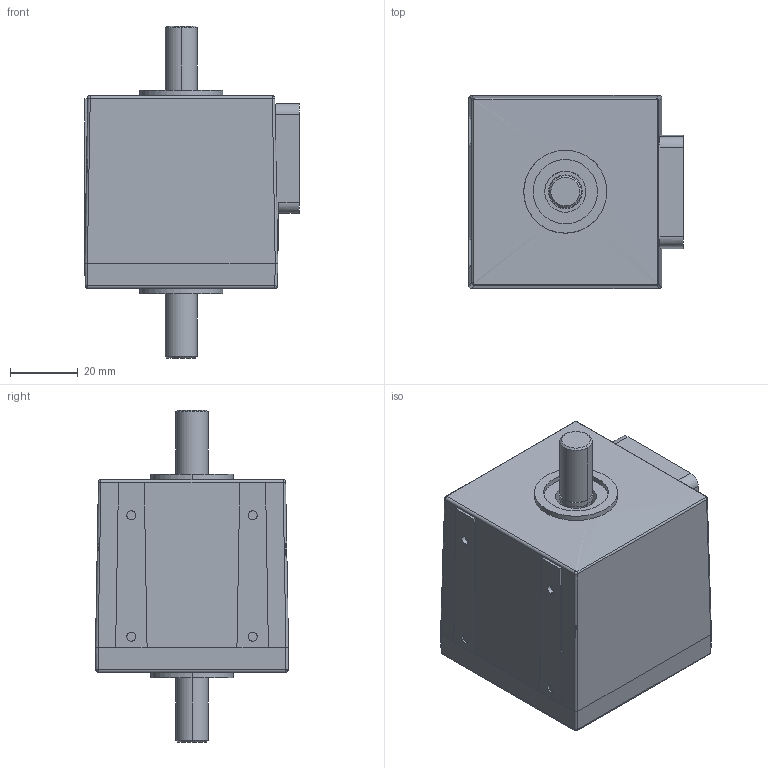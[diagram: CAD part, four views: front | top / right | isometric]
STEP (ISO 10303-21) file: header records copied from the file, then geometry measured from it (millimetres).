
FILE_DESCRIPTION((''),'2;1');
FILE_NAME('QUBE-NEW','2011-03-10T',('abhishek.jadhav'),(''),'PRO/ENGINEER BY PARAMETRIC TECHNOLOGY CORPORATION, 2007030','PRO/ENGINEER BY PARAMETRIC TECHNOLOGY CORPORATION, 2007030','');
FILE_SCHEMA(('CONFIG_CONTROL_DESIGN'));
Length unit declared in the file: inch
Products named in the file (1): QUBE-NEW
Bounding box: 63.5 x 57.15 x 98.3 mm (x, y, z)
Volume: 186631.4 mm3; surface area: 25808.9 mm2
Topology: 1 solids, 1 shells, 181 faces, 402 edges, 259 vertices
Faces by surface type: plane 73, cylinder 72, cone 28, sphere 8
Entity records: 5154 total; most frequent: CARTESIAN_POINT 966, DIRECTION 933, ORIENTED_EDGE 796, EDGE_CURVE 398, AXIS2_PLACEMENT_3D 381, VERTEX_POINT 259, EDGE_LOOP 221, CIRCLE 200
